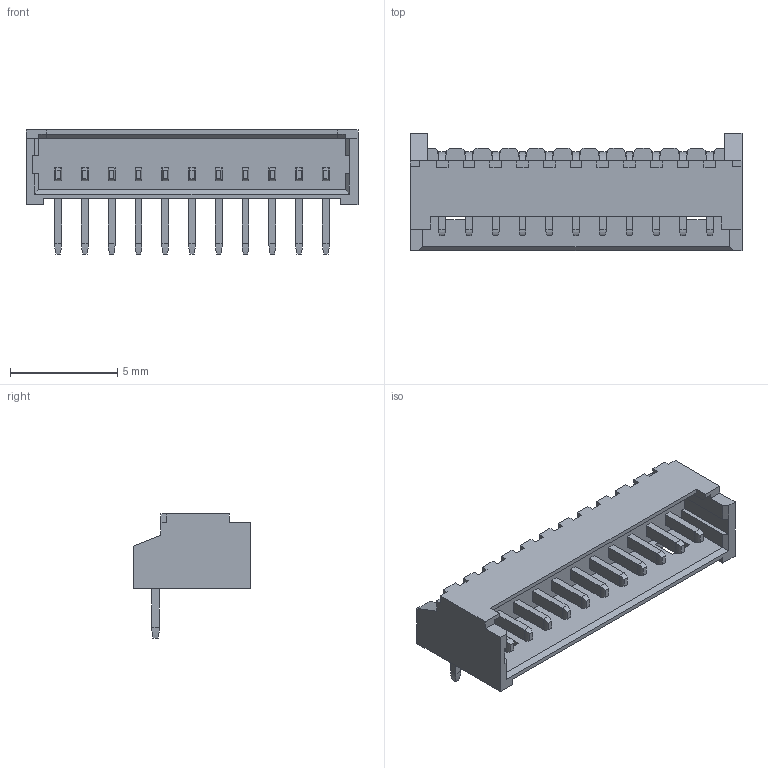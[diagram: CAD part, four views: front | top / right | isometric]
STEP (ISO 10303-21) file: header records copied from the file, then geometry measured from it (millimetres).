
FILE_DESCRIPTION(('FreeCAD Model'),'2;1');
FILE_NAME('../packages3d/Connectors_Molex.3dshapes/Molex_PicoBlade_53048-1110.stp' ,'2016-05-16T03:31:31',('Author'),(''), 'Open CASCADE STEP processor 6.8','FreeCAD','Unknown');
FILE_SCHEMA(('AUTOMOTIVE_DESIGN_CC2 { 1 2 10303 214 -1 1 5 4 }'));
Length unit declared in the file: millimetre
Products named in the file (2): ASSEMBLY; part
Assembly tree (1 placements, depth 2):
  ASSEMBLY
    part
Bounding box: 15.5 x 5.5 x 5.8 mm (x, y, z)
Volume: 115 mm3; surface area: 437.6 mm2
Topology: 1 solids, 1 shells, 410 faces, 1055 edges, 658 vertices
Faces by surface type: plane 311, bspline 88, cylinder 11
Entity records: 40086 total; most frequent: CARTESIAN_POINT 17094, DIRECTION 3274, LINE 2516, VECTOR 2516, ORIENTED_EDGE 2110, PCURVE 2110, DEFINITIONAL_REPRESENTATION 2110, EDGE_CURVE 1055
